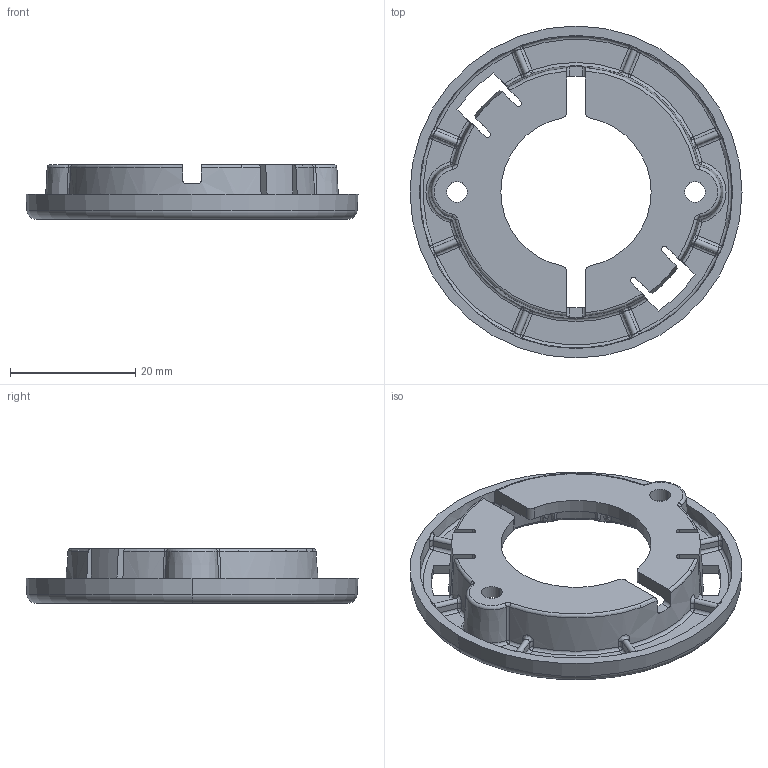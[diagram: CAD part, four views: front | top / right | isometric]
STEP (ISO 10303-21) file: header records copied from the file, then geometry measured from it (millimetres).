
FILE_DESCRIPTION((''),'2;1');
FILE_NAME('71346-21_054_413','2017-07-20T',('ralf becker'),('Auer Lighting GmbH'),'PRO/ENGINEER BY PARAMETRIC TECHNOLOGY CORPORATION, 2010330','PRO/ENGINEER BY PARAMETRIC TECHNOLOGY CORPORATION, 2010330','');
FILE_SCHEMA(('AUTOMOTIVE_DESIGN { 1 0 10303 214 1 1 1 1 }'));
Length unit declared in the file: millimetre
Products named in the file (1): 71346-21_054_413
Bounding box: 53 x 53 x 8.7 mm (x, y, z)
Volume: 4734.2 mm3; surface area: 6326 mm2
Topology: 1 solids, 1 shells, 508 faces, 1172 edges, 660 vertices
Faces by surface type: bspline 172, cylinder 78, torus 74, sphere 72, plane 70, cone 42
Entity records: 29080 total; most frequent: CARTESIAN_POINT 15054, ORIENTED_EDGE 2336, DIRECTION 1972, PRESENTATION_STYLE_ASSIGNMENT 1169, STYLED_ITEM 1169, CURVE_STYLE 1168, EDGE_CURVE 1168, AXIS2_PLACEMENT_3D 888
